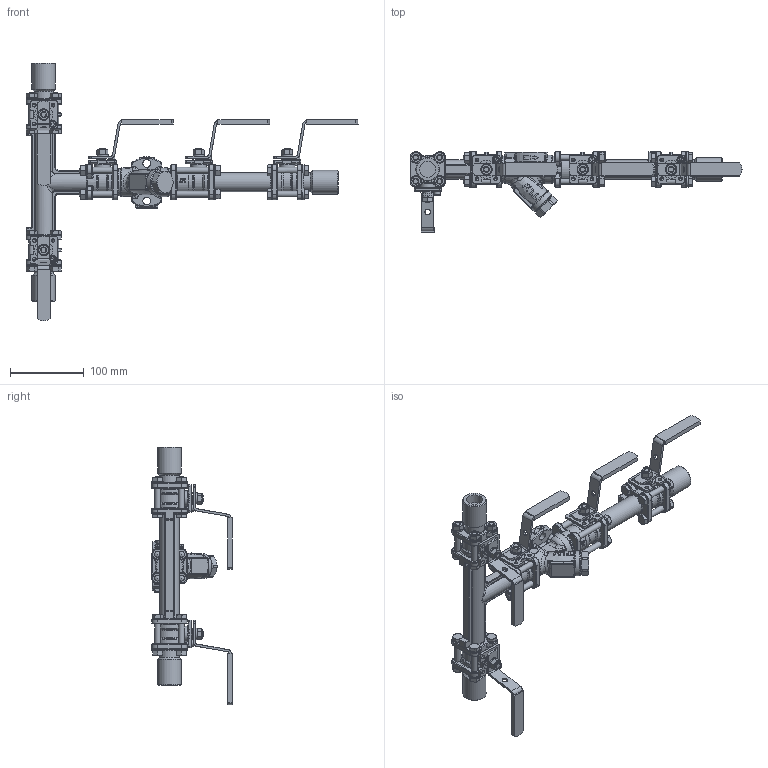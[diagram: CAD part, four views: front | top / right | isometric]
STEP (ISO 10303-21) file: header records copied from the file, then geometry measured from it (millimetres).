
FILE_DESCRIPTION(/* description */ (''),/* implementation_level */ '2;1');
FILE_NAME(/* name */ 'q10td-015-sw000-00.stp',/* time_stamp */ '2022-05-19T11:11:25+09:00',/* author */ ('mafukuda'),/* organization */ (''),/* preprocessor_version */ 'ST-DEVELOPER v18',/* originating_system */ 'Autodesk Inventor 2020',/* authorisation */ '');
FILE_SCHEMA (('AUTOMOTIVE_DESIGN { 1 0 10303 214 3 1 1 }'));
Products named in the file (1): q10td-015-sw000-00
Bounding box: 450.51 x 109.01 x 349.5 mm (x, y, z)
Volume: 870922.3 mm3; surface area: 214022.5 mm2
Topology: 1 solids, 7 shells, 2935 faces, 7557 edges, 4514 vertices
Faces by surface type: plane 1065, cylinder 812, bspline 394, cone 304, torus 280, sphere 80
Full cylindrical faces by diameter (mm): 5 x25, 5.3 x5, 6.647 x8, 7 x1, 7.5 x5, 8 x24, 8.5 x5, 8.7 x37, 9 x5, 10 x5, 10.5 x2, 11.63 x12, 14.9 x5, 16 x6, 21.8 x3, 24 x1, 24.2 x1, 24.5 x5, 25 x1, 26 x4, 29 x1, 32 x3, 34 x1, 35.6 x1, 37 x12, 39 x1
Entity records: 102479 total; most frequent: CARTESIAN_POINT 33017, ORIENTED_EDGE 14764, DIRECTION 14272, EDGE_CURVE 7382, AXIS2_PLACEMENT_3D 5765, VERTEX_POINT 4514, EDGE_LOOP 3184, FACE_OUTER_BOUND 2935
